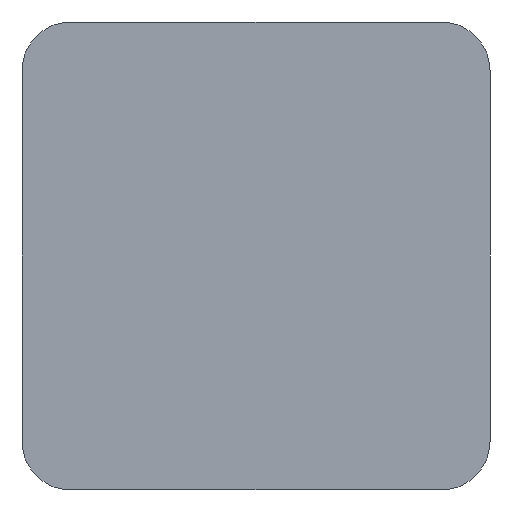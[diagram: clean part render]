
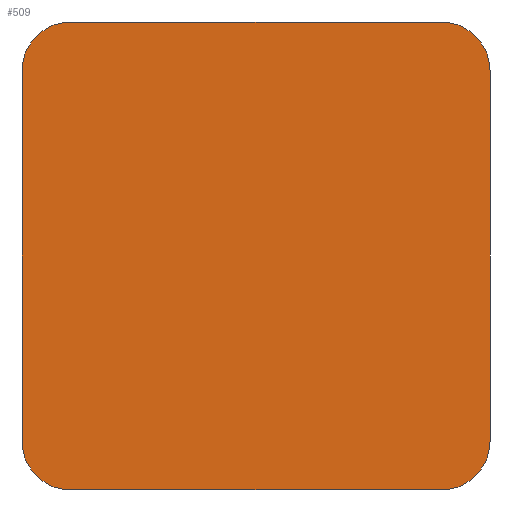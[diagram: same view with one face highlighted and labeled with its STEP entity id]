
A CAD part, front view. The second image highlights one B-rep face of the part: STEP entity #509.
In plain terms, the highlighted planar face has unit normal (0, -1, 0).
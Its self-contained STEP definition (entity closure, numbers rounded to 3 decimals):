
#37=PLANE('',#567);
#63=FACE_OUTER_BOUND('',#98,.T.);
#98=EDGE_LOOP('',(#444,#445,#446,#447,#448,#449,#450,#451));
#111=LINE('',#740,#160);
#129=LINE('',#785,#178);
#140=LINE('',#819,#189);
#141=LINE('',#821,#190);
#160=VECTOR('',#592,10.);
#178=VECTOR('',#624,10.);
#189=VECTOR('',#665,10.);
#190=VECTOR('',#668,10.);
#205=CIRCLE('',#531,5.);
#210=CIRCLE('',#539,5.);
#211=CIRCLE('',#542,5.);
#212=CIRCLE('',#544,5.);
#225=VERTEX_POINT('',#727);
#226=VERTEX_POINT('',#728);
#230=VERTEX_POINT('',#738);
#248=VERTEX_POINT('',#778);
#249=VERTEX_POINT('',#779);
#250=VERTEX_POINT('',#784);
#251=VERTEX_POINT('',#788);
#252=VERTEX_POINT('',#792);
#271=EDGE_CURVE('',#225,#226,#205,.T.);
#277=EDGE_CURVE('',#225,#230,#111,.T.);
#296=EDGE_CURVE('',#248,#249,#210,.T.);
#299=EDGE_CURVE('',#250,#249,#129,.T.);
#301=EDGE_CURVE('',#250,#251,#211,.T.);
#303=EDGE_CURVE('',#252,#230,#212,.T.);
#316=EDGE_CURVE('',#252,#251,#140,.T.);
#317=EDGE_CURVE('',#248,#226,#141,.T.);
#444=ORIENTED_EDGE('',*,*,#271,.F.);
#445=ORIENTED_EDGE('',*,*,#277,.T.);
#446=ORIENTED_EDGE('',*,*,#303,.F.);
#447=ORIENTED_EDGE('',*,*,#316,.T.);
#448=ORIENTED_EDGE('',*,*,#301,.F.);
#449=ORIENTED_EDGE('',*,*,#299,.T.);
#450=ORIENTED_EDGE('',*,*,#296,.F.);
#451=ORIENTED_EDGE('',*,*,#317,.T.);
#509=ADVANCED_FACE('',(#63),#37,.T.);
#531=AXIS2_PLACEMENT_3D('',#729,#582,#583);
#539=AXIS2_PLACEMENT_3D('',#780,#618,#619);
#542=AXIS2_PLACEMENT_3D('',#789,#628,#629);
#544=AXIS2_PLACEMENT_3D('',#793,#633,#634);
#567=AXIS2_PLACEMENT_3D('',#845,#696,#697);
#582=DIRECTION('center_axis',(0.,1.,0.));
#583=DIRECTION('ref_axis',(0.707,0.,-0.707));
#592=DIRECTION('',(0.,0.,1.));
#618=DIRECTION('center_axis',(0.,1.,0.));
#619=DIRECTION('ref_axis',(-0.707,0.,-0.707));
#624=DIRECTION('',(0.,0.,-1.));
#628=DIRECTION('center_axis',(0.,1.,0.));
#629=DIRECTION('ref_axis',(-0.707,0.,0.707));
#633=DIRECTION('center_axis',(0.,1.,0.));
#634=DIRECTION('ref_axis',(0.707,0.,0.707));
#665=DIRECTION('',(-1.,0.,0.));
#668=DIRECTION('',(1.,0.,0.));
#696=DIRECTION('center_axis',(0.,-1.,0.));
#697=DIRECTION('ref_axis',(0.,0.,-1.));
#727=CARTESIAN_POINT('',(42.5,-12.,-7.75));
#728=CARTESIAN_POINT('',(37.5,-12.,-12.75));
#729=CARTESIAN_POINT('Origin',(37.5,-12.,-7.75));
#738=CARTESIAN_POINT('',(42.5,-12.,30.25));
#740=CARTESIAN_POINT('',(42.5,-12.,35.25));
#778=CARTESIAN_POINT('',(-0.5,-12.,-12.75));
#779=CARTESIAN_POINT('',(-5.5,-12.,-7.75));
#780=CARTESIAN_POINT('Origin',(-0.5,-12.,-7.75));
#784=CARTESIAN_POINT('',(-5.5,-12.,30.25));
#785=CARTESIAN_POINT('',(-5.5,-12.,-12.75));
#788=CARTESIAN_POINT('',(-0.5,-12.,35.25));
#789=CARTESIAN_POINT('Origin',(-0.5,-12.,30.25));
#792=CARTESIAN_POINT('',(37.5,-12.,35.25));
#793=CARTESIAN_POINT('Origin',(37.5,-12.,30.25));
#819=CARTESIAN_POINT('',(-5.5,-12.,35.25));
#821=CARTESIAN_POINT('',(42.5,-12.,-12.75));
#845=CARTESIAN_POINT('Origin',(18.5,-12.,11.25));
